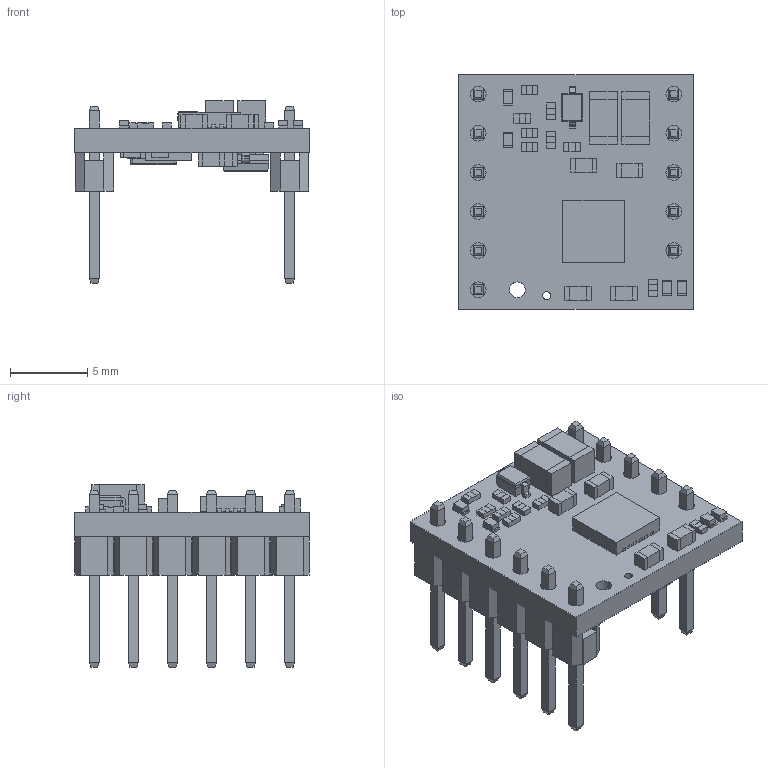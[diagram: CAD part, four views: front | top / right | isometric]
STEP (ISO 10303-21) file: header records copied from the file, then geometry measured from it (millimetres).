
FILE_DESCRIPTION (( 'STEP AP214' ), '1' );
FILE_NAME ('motoron-m1x256-single-motor-controller.step', '2023-01-20T00:30:21', ( '' ), ( '' ), 'SwSTEP 2.0', 'SolidWorks 2023', '' );
FILE_SCHEMA (( 'AUTOMOTIVE_DESIGN' ));
Length unit declared in the file: millimetre
Products named in the file (1): motoron-m1x256-single-motor-controller
Bounding box: 15.24 x 15.24 x 11.87 mm (x, y, z)
Volume: 606.8 mm3; surface area: 1408.8 mm2
Topology: 3 solids, 3 shells, 1379 faces, 3614 edges, 2316 vertices
Faces by surface type: plane 1097, bspline 178, cylinder 100, torus 4
Entity records: 62850 total; most frequent: CARTESIAN_POINT 14888, ORIENTED_EDGE 7228, DIRECTION 5770, EDGE_CURVE 3614, VECTOR 2990, LINE 2990, VERTEX_POINT 2316, EDGE_LOOP 1534
